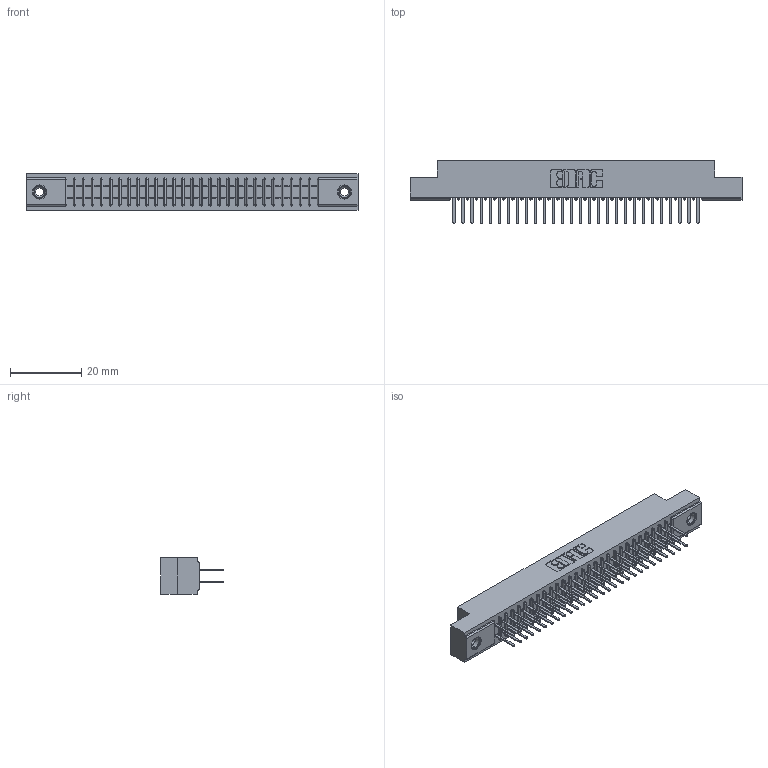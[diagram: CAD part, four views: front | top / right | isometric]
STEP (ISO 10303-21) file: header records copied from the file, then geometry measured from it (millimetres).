
FILE_DESCRIPTION (( 'STEP AP203' ), '1' );
FILE_NAME ('391-056-521-208.STEP', '2018-08-09T08:03:44', ( '' ), ( '' ), 'SwSTEP 2.0', 'SolidWorks 2016', '' );
FILE_SCHEMA (( 'CONFIG_CONTROL_DESIGN' ));
Length unit declared in the file: inch
Products named in the file (4): 341 Part_.156 (3.96) Dia Mounting Holes; 341-292-001_341-292-121; 345-250-001_345-250-003-102; 391-056-521-208
Assembly tree (59 placements, depth 2):
  391-056-521-208
    341 Part_.156 (3.96) Dia Mounting Holes
    341-292-001_341-292-121  x56
    345-250-001_345-250-003-102  x2
Bounding box: 93.34 x 17.7 x 10.16 mm (x, y, z)
Volume: 6916.6 mm3; surface area: 12101.3 mm2
Topology: 59 solids, 59 shells, 3872 faces, 11176 edges, 7234 vertices
Faces by surface type: plane 2340, cylinder 1404, sphere 58, torus 58, cone 12
Entity records: 36936 total; most frequent: CARTESIAN_POINT 6123, ORIENTED_EDGE 6076, DIRECTION 5962, EDGE_CURVE 3038, LINE 2436, VECTOR 2436, VERTEX_POINT 1924, AXIS2_PLACEMENT_3D 1763
